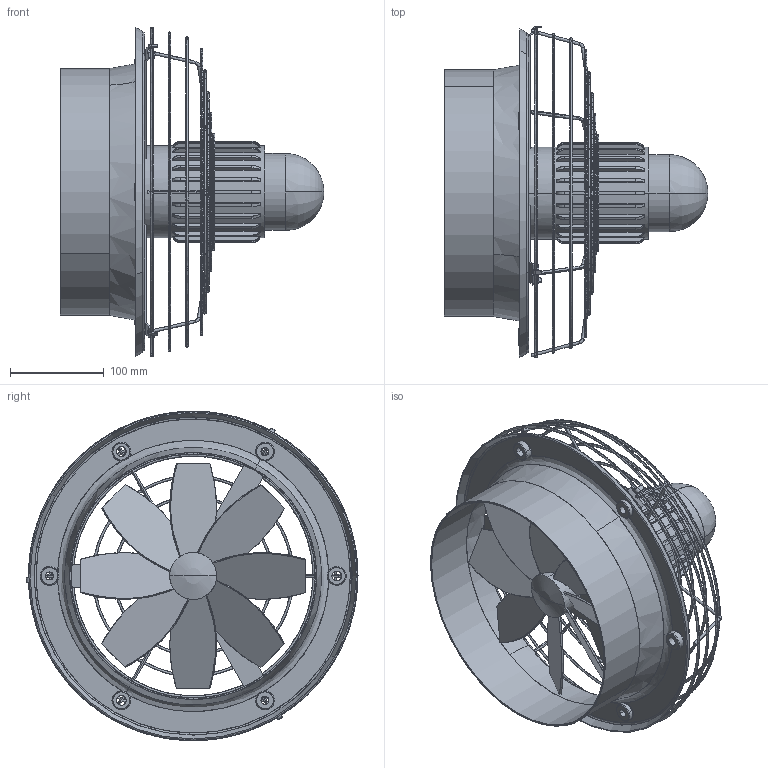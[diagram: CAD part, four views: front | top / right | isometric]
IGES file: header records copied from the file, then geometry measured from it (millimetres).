
Start section: SolidWorks IGES file using analytic representation for surfaces
Global section: file name: 0094.0013.IGS; native system: SolidWorks 2013; preprocessor: SolidWorks 2013; author: WS; date: 150207.184012; units: millimetre
Bounding box: 281 x 353.67 x 351.07 mm (x, y, z)
Surface area: 491541.3 mm2 (no closed solid volume)
Topology: 0 solids, 0 shells, 1019 faces, 11722 edges, 11720 vertices
Faces by surface type: bspline 832, revolution 187
